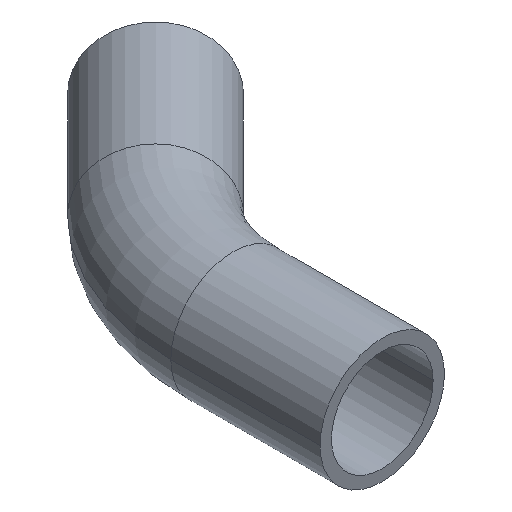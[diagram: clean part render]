
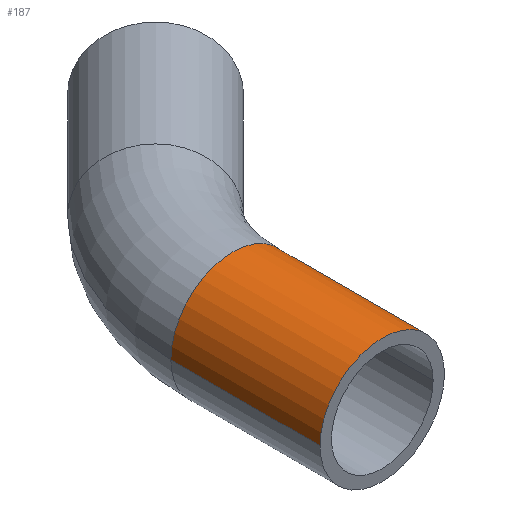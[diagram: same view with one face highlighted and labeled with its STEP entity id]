
A CAD part, isometric view. The second image highlights one B-rep face of the part: STEP entity #187.
In plain terms, the highlighted cylindrical face has radius 62.5 mm (diameter 125 mm), a partial arc.
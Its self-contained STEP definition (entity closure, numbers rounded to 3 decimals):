
#101 = EDGE_CURVE( '', #117, #141, #238, .T. );
#111 = EDGE_CURVE( '', #141, #161, #251, .T. );
#117 = VERTEX_POINT( '', #258 );
#131 = EDGE_CURVE( '', #161, #155, #274, .T. );
#141 = VERTEX_POINT( '', #285 );
#155 = VERTEX_POINT( '', #301 );
#161 = VERTEX_POINT( '', #307 );
#187 = ADVANCED_FACE( '', ( #336 ), #337, .T. );
#193 = EDGE_CURVE( '', #117, #155, #343, .T. );
#238 = LINE( '', #384, #385 );
#251 = CIRCLE( '', #399, 62.5 );
#258 = CARTESIAN_POINT( '', ( 62.5, 0., 0. ) );
#274 = LINE( '', #430, #431 );
#285 = CARTESIAN_POINT( '', ( 62.5, 150., 0. ) );
#301 = CARTESIAN_POINT( '', ( -62.5, 0., 0. ) );
#307 = CARTESIAN_POINT( '', ( -62.5, 150., 0. ) );
#336 = FACE_OUTER_BOUND( '', #509, .T. );
#337 = CYLINDRICAL_SURFACE( '', #510, 62.5 );
#343 = CIRCLE( '', #518, 62.5 );
#384 = CARTESIAN_POINT( '', ( 62.5, 75., 0. ) );
#385 = VECTOR( '', #557, 1. );
#399 = AXIS2_PLACEMENT_3D( '', #582, #583, #584 );
#430 = CARTESIAN_POINT( '', ( -62.5, 75., 0. ) );
#431 = VECTOR( '', #615, 1. );
#509 = EDGE_LOOP( '', ( #690, #691, #692, #693 ) );
#510 = AXIS2_PLACEMENT_3D( '', #694, #695, #696 );
#518 = AXIS2_PLACEMENT_3D( '', #700, #701, #702 );
#557 = DIRECTION( '', ( 0., 1., 0. ) );
#582 = CARTESIAN_POINT( '', ( 0., 150., 0. ) );
#583 = DIRECTION( '', ( 0., -1., 0. ) );
#584 = DIRECTION( '', ( -1., 0., 0. ) );
#615 = DIRECTION( '', ( 0., -1., 0. ) );
#690 = ORIENTED_EDGE( '', *, *, #131, .T. );
#691 = ORIENTED_EDGE( '', *, *, #193, .F. );
#692 = ORIENTED_EDGE( '', *, *, #101, .T. );
#693 = ORIENTED_EDGE( '', *, *, #111, .T. );
#694 = CARTESIAN_POINT( '', ( 0., 75., 0. ) );
#695 = DIRECTION( '', ( 0., 1., 0. ) );
#696 = DIRECTION( '', ( -1., 0., 0. ) );
#700 = CARTESIAN_POINT( '', ( 0., 0., 0. ) );
#701 = DIRECTION( '', ( 0., -1., 0. ) );
#702 = DIRECTION( '', ( -1., 0., 0. ) );
